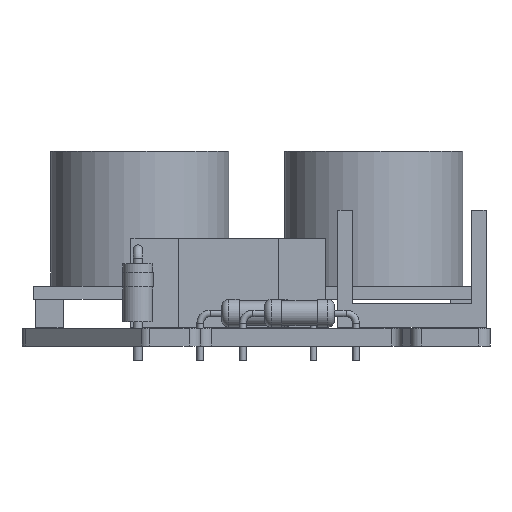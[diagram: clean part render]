
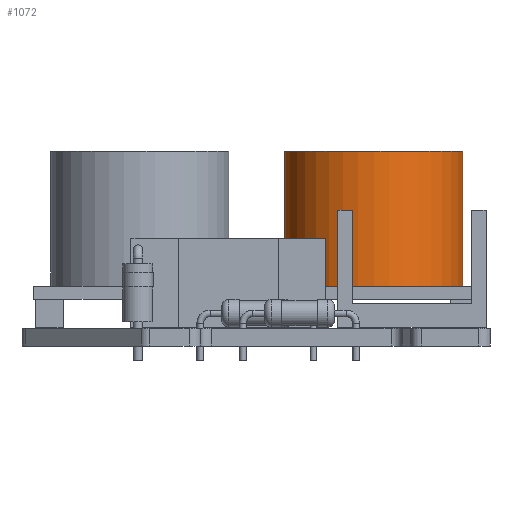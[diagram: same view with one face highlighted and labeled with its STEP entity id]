
A CAD part, left-side view. The second image highlights one B-rep face of the part: STEP entity #1072.
In plain terms, the highlighted cylindrical face has radius 8 mm (diameter 16 mm), a full revolution.
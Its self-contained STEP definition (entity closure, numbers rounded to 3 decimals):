
#1053 = EDGE_CURVE('',#1054,#1054,#1056,.T.);
#1054 = VERTEX_POINT('',#1055);
#1055 = CARTESIAN_POINT('',(22.31,7.588,3.7));
#1056 = CIRCLE('',#1057,8.);
#1057 = AXIS2_PLACEMENT_3D('',#1058,#1059,#1060);
#1058 = CARTESIAN_POINT('',(14.31,7.588,3.7));
#1059 = DIRECTION('',(0.,0.,1.));
#1060 = DIRECTION('',(1.,0.,-0.));
#1072 = ADVANCED_FACE('',(#1073),#1091,.T.);
#1073 = FACE_BOUND('',#1074,.T.);
#1074 = EDGE_LOOP('',(#1075,#1084,#1089,#1090));
#1075 = ORIENTED_EDGE('',*,*,#1076,.F.);
#1076 = EDGE_CURVE('',#1077,#1077,#1079,.T.);
#1077 = VERTEX_POINT('',#1078);
#1078 = CARTESIAN_POINT('',(22.31,7.588,15.8));
#1079 = CIRCLE('',#1080,8.);
#1080 = AXIS2_PLACEMENT_3D('',#1081,#1082,#1083);
#1081 = CARTESIAN_POINT('',(14.31,7.588,15.8));
#1082 = DIRECTION('',(0.,0.,1.));
#1083 = DIRECTION('',(1.,0.,-0.));
#1084 = ORIENTED_EDGE('',*,*,#1085,.T.);
#1085 = EDGE_CURVE('',#1077,#1054,#1086,.T.);
#1086 = B_SPLINE_CURVE_WITH_KNOTS('',1,(#1087,#1088),.UNSPECIFIED.,.F.,
  .F.,(2,2),(0.,12.1),.PIECEWISE_BEZIER_KNOTS.);
#1087 = CARTESIAN_POINT('',(22.31,7.588,15.8));
#1088 = CARTESIAN_POINT('',(22.31,7.588,3.7));
#1089 = ORIENTED_EDGE('',*,*,#1053,.T.);
#1090 = ORIENTED_EDGE('',*,*,#1085,.F.);
#1091 = CYLINDRICAL_SURFACE('',#1092,8.);
#1092 = AXIS2_PLACEMENT_3D('',#1093,#1094,#1095);
#1093 = CARTESIAN_POINT('',(14.31,7.588,15.8));
#1094 = DIRECTION('',(0.,0.,-1.));
#1095 = DIRECTION('',(-1.,0.,0.));
